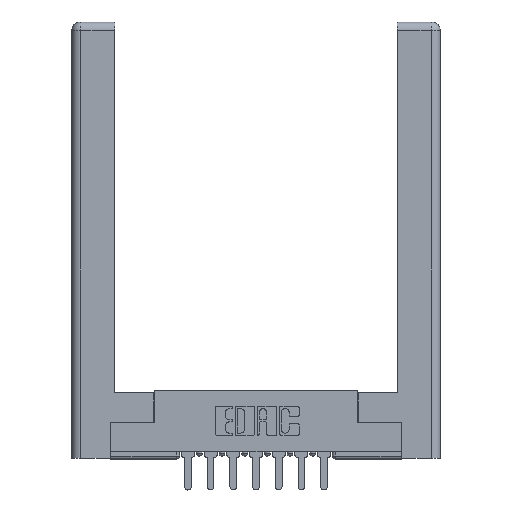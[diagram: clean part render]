
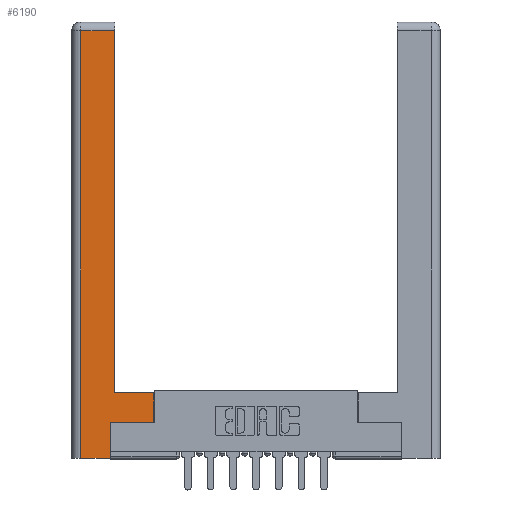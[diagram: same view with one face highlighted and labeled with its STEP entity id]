
A CAD part, top view. The second image highlights one B-rep face of the part: STEP entity #6190.
In plain terms, the highlighted planar face has unit normal (0, 0, 1).
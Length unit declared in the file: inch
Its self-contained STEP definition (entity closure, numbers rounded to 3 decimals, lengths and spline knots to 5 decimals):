
#327 = LINE ( 'NONE', #1492, #4552 ) ;
#411 = CARTESIAN_POINT ( 'NONE',  ( 0.565, 0.245, 0. ) ) ;
#481 = ORIENTED_EDGE ( 'NONE', *, *, #11052, .T. ) ;
#531 = EDGE_LOOP ( 'NONE', ( #481, #12654, #1135, #9860, #3495, #5578, #9893, #9099 ) ) ;
#544 = CARTESIAN_POINT ( 'NONE',  ( 0.565, 0.245, 0. ) ) ;
#575 = CARTESIAN_POINT ( 'NONE',  ( 0.265, 0., 0. ) ) ;
#959 = VERTEX_POINT ( 'NONE', #10225 ) ;
#985 = VECTOR ( 'NONE', #2987, 39.37008 ) ;
#1056 = DIRECTION ( 'NONE',  ( 0., -1., 0. ) ) ;
#1135 = ORIENTED_EDGE ( 'NONE', *, *, #6920, .T. ) ;
#1448 = VECTOR ( 'NONE', #5577, 39.37008 ) ;
#1492 = CARTESIAN_POINT ( 'NONE',  ( 0.565, 0.45, 0. ) ) ;
#2699 = VERTEX_POINT ( 'NONE', #12252 ) ;
#2987 = DIRECTION ( 'NONE',  ( -1., 0., 0. ) ) ;
#3140 = CARTESIAN_POINT ( 'NONE',  ( 0.265, 0.245, 0. ) ) ;
#3268 = LINE ( 'NONE', #10638, #12500 ) ;
#3495 = ORIENTED_EDGE ( 'NONE', *, *, #6360, .T. ) ;
#3952 = CARTESIAN_POINT ( 'NONE',  ( 0.0615, 2.94, 0. ) ) ;
#4405 = LINE ( 'NONE', #5070, #7661 ) ;
#4552 = VECTOR ( 'NONE', #5586, 39.37008 ) ;
#4851 = LINE ( 'NONE', #5055, #12823 ) ;
#5055 = CARTESIAN_POINT ( 'NONE',  ( 0.0615, 0., 0. ) ) ;
#5070 = CARTESIAN_POINT ( 'NONE',  ( 0.265, 0.245, 0. ) ) ;
#5122 = LINE ( 'NONE', #6822, #6083 ) ;
#5144 = VERTEX_POINT ( 'NONE', #12392 ) ;
#5480 = VERTEX_POINT ( 'NONE', #3952 ) ;
#5485 = EDGE_CURVE ( 'NONE', #959, #2699, #9718, .T. ) ;
#5489 = LINE ( 'NONE', #575, #1448 ) ;
#5577 = DIRECTION ( 'NONE',  ( 1., 0., 0. ) ) ;
#5578 = ORIENTED_EDGE ( 'NONE', *, *, #6776, .T. ) ;
#5586 = DIRECTION ( 'NONE',  ( 0., 1., 0. ) ) ;
#5718 = DIRECTION ( 'NONE',  ( -1., 0., 0. ) ) ;
#6083 = VECTOR ( 'NONE', #5718, 39.37008 ) ;
#6117 = AXIS2_PLACEMENT_3D ( 'NONE', #8681, #7766, #6756 ) ;
#6190 = ADVANCED_FACE ( 'NONE', ( #8598 ), #10751, .F. ) ;
#6218 = DIRECTION ( 'NONE',  ( 0., 1., 0. ) ) ;
#6360 = EDGE_CURVE ( 'NONE', #5144, #8824, #4405, .T. ) ;
#6554 = DIRECTION ( 'NONE',  ( 0., 1., 0. ) ) ;
#6569 = VERTEX_POINT ( 'NONE', #411 ) ;
#6699 = EDGE_CURVE ( 'NONE', #6569, #959, #327, .T. ) ;
#6756 = DIRECTION ( 'NONE',  ( -1., 0., 0. ) ) ;
#6776 = EDGE_CURVE ( 'NONE', #8824, #6569, #12524, .T. ) ;
#6822 = CARTESIAN_POINT ( 'NONE',  ( 0.0615, 2.94, 0. ) ) ;
#6920 = EDGE_CURVE ( 'NONE', #5480, #7399, #4851, .T. ) ;
#7399 = VERTEX_POINT ( 'NONE', #9619 ) ;
#7647 = VERTEX_POINT ( 'NONE', #7943 ) ;
#7661 = VECTOR ( 'NONE', #6218, 39.37008 ) ;
#7766 = DIRECTION ( 'NONE',  ( 0., 0., -1. ) ) ;
#7943 = CARTESIAN_POINT ( 'NONE',  ( 0.295, 2.94, 0. ) ) ;
#8598 = FACE_OUTER_BOUND ( 'NONE', #531, .T. ) ;
#8681 = CARTESIAN_POINT ( 'NONE',  ( 0., 0., 0. ) ) ;
#8824 = VERTEX_POINT ( 'NONE', #3140 ) ;
#8857 = CARTESIAN_POINT ( 'NONE',  ( 0.295, 0.45, 0. ) ) ;
#9062 = EDGE_CURVE ( 'NONE', #7399, #5144, #5489, .T. ) ;
#9099 = ORIENTED_EDGE ( 'NONE', *, *, #5485, .T. ) ;
#9619 = CARTESIAN_POINT ( 'NONE',  ( 0.0615, 0., 0. ) ) ;
#9718 = LINE ( 'NONE', #8857, #985 ) ;
#9860 = ORIENTED_EDGE ( 'NONE', *, *, #9062, .T. ) ;
#9893 = ORIENTED_EDGE ( 'NONE', *, *, #6699, .T. ) ;
#10225 = CARTESIAN_POINT ( 'NONE',  ( 0.565, 0.45, 0. ) ) ;
#10638 = CARTESIAN_POINT ( 'NONE',  ( 0.295, 3., 0. ) ) ;
#10751 = PLANE ( 'NONE',  #6117 ) ;
#11052 = EDGE_CURVE ( 'NONE', #2699, #7647, #3268, .T. ) ;
#11695 = DIRECTION ( 'NONE',  ( 1., 0., 0. ) ) ;
#11814 = EDGE_CURVE ( 'NONE', #7647, #5480, #5122, .T. ) ;
#12252 = CARTESIAN_POINT ( 'NONE',  ( 0.295, 0.45, 0. ) ) ;
#12392 = CARTESIAN_POINT ( 'NONE',  ( 0.265, 0., 0. ) ) ;
#12500 = VECTOR ( 'NONE', #6554, 39.37008 ) ;
#12524 = LINE ( 'NONE', #544, #12837 ) ;
#12654 = ORIENTED_EDGE ( 'NONE', *, *, #11814, .T. ) ;
#12823 = VECTOR ( 'NONE', #1056, 39.37008 ) ;
#12837 = VECTOR ( 'NONE', #11695, 39.37008 ) ;
